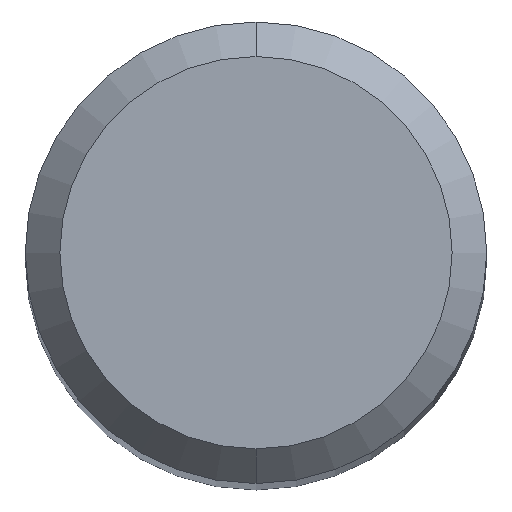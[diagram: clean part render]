
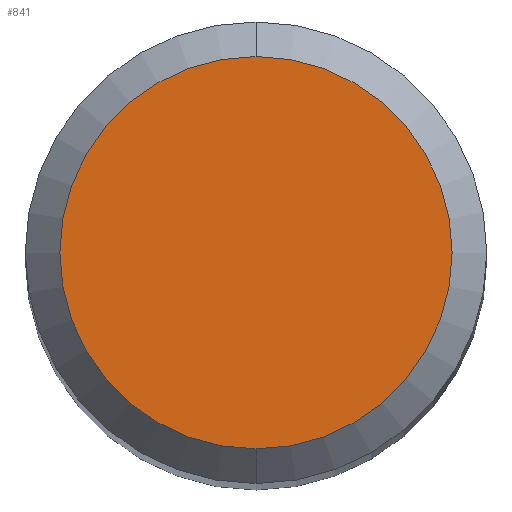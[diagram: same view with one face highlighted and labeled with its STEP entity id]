
A CAD part, top view. The second image highlights one B-rep face of the part: STEP entity #841.
In plain terms, the highlighted planar face has unit normal (0, 0, 1).
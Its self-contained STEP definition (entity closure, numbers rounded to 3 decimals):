
#379=EDGE_CURVE('',#937,#521,#1044,.T.);
#521=VERTEX_POINT('',#1195);
#841=ADVANCED_FACE('',(#1545),#1546,.T.);
#877=EDGE_CURVE('',#521,#937,#1586,.T.);
#937=VERTEX_POINT('',#1652);
#1044=CIRCLE('',#1795,1.7);
#1195=CARTESIAN_POINT('',(0.,-1.7,0.0));
#1545=FACE_OUTER_BOUND('',#4046,.T.);
#1546=PLANE('',#4047);
#1586=CIRCLE('',#4255,1.7);
#1652=CARTESIAN_POINT('',(0.0,1.7,0.0));
#1795=AXIS2_PLACEMENT_3D('',#4766,#4767,#4768);
#4046=EDGE_LOOP('',(#5263,#5264));
#4047=AXIS2_PLACEMENT_3D('',#5265,#5266,#5267);
#4255=AXIS2_PLACEMENT_3D('',#5320,#5321,#5322);
#4766=CARTESIAN_POINT('',(0.0,0.0,0.0));
#4767=DIRECTION('',(0.0,0.0,-1.0));
#4768=DIRECTION('',(0.0,1.0,0.0));
#5263=ORIENTED_EDGE('',*,*,#379,.F.);
#5264=ORIENTED_EDGE('',*,*,#877,.F.);
#5265=CARTESIAN_POINT('',(0.0,0.85,0.0));
#5266=DIRECTION('',(-0.0,0.0,1.0));
#5267=DIRECTION('',(0.0,-1.0,0.0));
#5320=CARTESIAN_POINT('',(0.0,0.0,0.0));
#5321=DIRECTION('',(0.0,0.0,-1.0));
#5322=DIRECTION('',(0.0,1.0,0.0));
